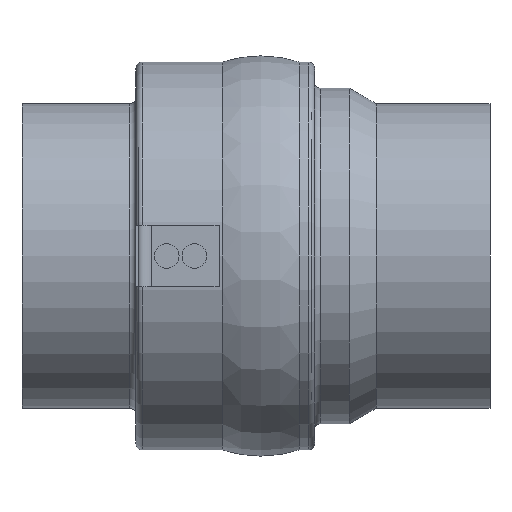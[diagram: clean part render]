
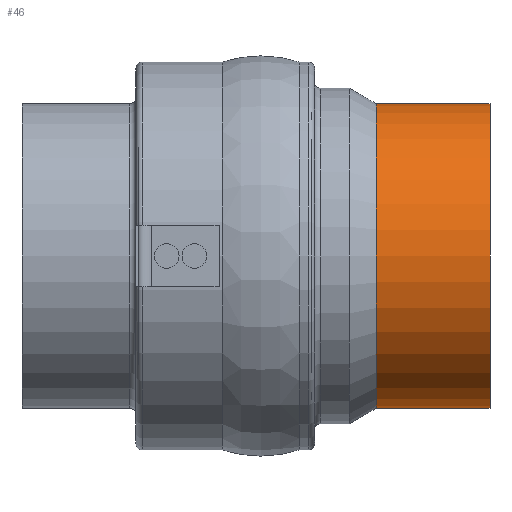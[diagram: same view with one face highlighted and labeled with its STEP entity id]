
A CAD part, left-side view. The second image highlights one B-rep face of the part: STEP entity #46.
In plain terms, the highlighted cylindrical face has radius 49.5 mm (diameter 99 mm), a partial arc.
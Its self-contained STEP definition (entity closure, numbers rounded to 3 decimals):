
#14 = VERTEX_POINT ( 'NONE', #717 ) ;
#25 = VERTEX_POINT ( 'NONE', #705 ) ;
#42 = EDGE_CURVE ( 'NONE', #67, #14, #741, .T. ) ;
#45 = EDGE_CURVE ( 'NONE', #60, #25, #737, .T. ) ;
#46 = ADVANCED_FACE ( 'NONE', ( #733 ), #793, .T. ) ;
#60 = VERTEX_POINT ( 'NONE', #825 ) ;
#67 = VERTEX_POINT ( 'NONE', #809 ) ;
#640 = ORIENTED_EDGE ( 'NONE', *, *, #45, .T. ) ;
#645 = ORIENTED_EDGE ( 'NONE', *, *, #42, .F. ) ;
#647 = ORIENTED_EDGE ( 'NONE', *, *, #649, .F. ) ;
#648 = ORIENTED_EDGE ( 'NONE', *, *, #652, .T. ) ;
#649 = EDGE_CURVE ( 'NONE', #14, #25, #1839, .T. ) ;
#652 = EDGE_CURVE ( 'NONE', #67, #60, #1830, .T. ) ;
#653 = EDGE_LOOP ( 'NONE', ( #645, #648, #640, #647 ) ) ;
#705 = CARTESIAN_POINT ( 'NONE',  ( 0., 37., 49.5 ) ) ;
#717 = CARTESIAN_POINT ( 'NONE',  ( 0., 37., -49.5 ) ) ;
#733 = FACE_OUTER_BOUND ( 'NONE', #653, .T. ) ;
#734 = DIRECTION ( 'NONE',  ( 0., 1., 0. ) ) ;
#735 = VECTOR ( 'NONE', #734, 1000. ) ;
#736 = CARTESIAN_POINT ( 'NONE',  ( 0., 0., 49.5 ) ) ;
#737 = LINE ( 'NONE', #736, #735 ) ;
#738 = DIRECTION ( 'NONE',  ( 0., 1., 0. ) ) ;
#739 = VECTOR ( 'NONE', #738, 1000. ) ;
#740 = CARTESIAN_POINT ( 'NONE',  ( 0., 0., -49.5 ) ) ;
#741 = LINE ( 'NONE', #740, #739 ) ;
#789 = DIRECTION ( 'NONE',  ( 0., 0., 1. ) ) ;
#790 = DIRECTION ( 'NONE',  ( 0., 1., 0. ) ) ;
#791 = CARTESIAN_POINT ( 'NONE',  ( 0., 0., 0. ) ) ;
#792 = AXIS2_PLACEMENT_3D ( 'NONE', #791, #790, #789 ) ;
#793 = CYLINDRICAL_SURFACE ( 'NONE', #792, 49.5 ) ;
#809 = CARTESIAN_POINT ( 'NONE',  ( 0., 0., -49.5 ) ) ;
#825 = CARTESIAN_POINT ( 'NONE',  ( 0., 0., 49.5 ) ) ;
#1823 = DIRECTION ( 'NONE',  ( 0., 0., 1. ) ) ;
#1824 = DIRECTION ( 'NONE',  ( 0., 1., 0. ) ) ;
#1825 = CARTESIAN_POINT ( 'NONE',  ( 0., 0., 0. ) ) ;
#1826 = AXIS2_PLACEMENT_3D ( 'NONE', #1825, #1824, #1823 ) ;
#1830 = CIRCLE ( 'NONE', #1826, 49.5 ) ;
#1835 = DIRECTION ( 'NONE',  ( 0., 0., 1. ) ) ;
#1836 = DIRECTION ( 'NONE',  ( 0., 1., 0. ) ) ;
#1837 = CARTESIAN_POINT ( 'NONE',  ( 0., 37., 0. ) ) ;
#1838 = AXIS2_PLACEMENT_3D ( 'NONE', #1837, #1836, #1835 ) ;
#1839 = CIRCLE ( 'NONE', #1838, 49.5 ) ;
